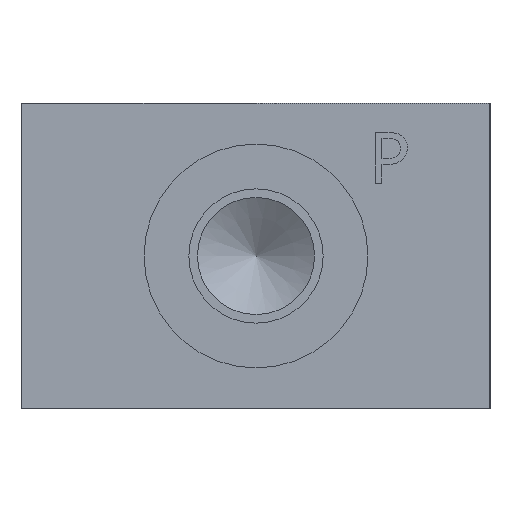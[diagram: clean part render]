
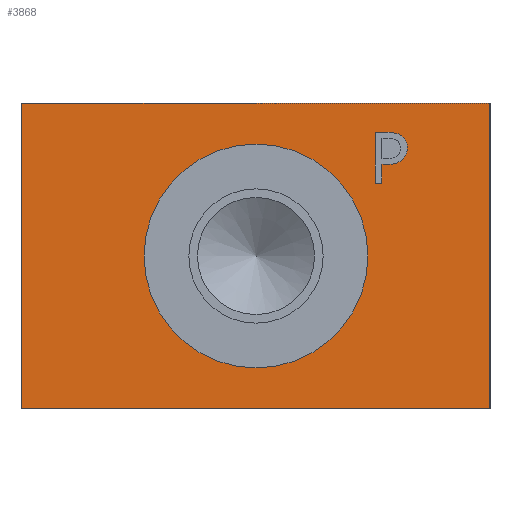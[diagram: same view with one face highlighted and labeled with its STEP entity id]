
A CAD part, left-side view. The second image highlights one B-rep face of the part: STEP entity #3868.
In plain terms, the highlighted planar face has unit normal (-1, 0, 0).
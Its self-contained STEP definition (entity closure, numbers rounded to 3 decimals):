
#80=LINE('',#5129,#420);
#83=LINE('',#5135,#423);
#86=LINE('',#5141,#426);
#89=LINE('',#5147,#429);
#92=LINE('',#5153,#432);
#96=LINE('',#5196,#436);
#97=LINE('',#5198,#437);
#98=LINE('',#5200,#438);
#99=LINE('',#5201,#439);
#420=VECTOR('',#4311,1.256);
#423=VECTOR('',#4316,5.);
#426=VECTOR('',#4321,0.665);
#429=VECTOR('',#4326,1.864);
#432=VECTOR('',#4331,0.563);
#436=VECTOR('',#4339,30.);
#437=VECTOR('',#4340,46.);
#438=VECTOR('',#4341,30.);
#439=VECTOR('',#4342,46.);
#752=B_SPLINE_CURVE_WITH_KNOTS('',2,(#5096,#5097,#5098,#5099),
 .UNSPECIFIED.,.F.,.F.,(3,1,3),(0.,1.,2.),.UNSPECIFIED.);
#754=B_SPLINE_CURVE_WITH_KNOTS('',2,(#5117,#5118,#5119,#5120),
 .UNSPECIFIED.,.F.,.F.,(3,1,3),(0.,1.,2.),.UNSPECIFIED.);
#756=B_SPLINE_CURVE_WITH_KNOTS('',2,(#5166,#5167,#5168,#5169),
 .UNSPECIFIED.,.F.,.F.,(3,1,3),(0.,1.,2.),.UNSPECIFIED.);
#758=B_SPLINE_CURVE_WITH_KNOTS('',2,(#5184,#5185,#5186,#5187),
 .UNSPECIFIED.,.F.,.F.,(3,1,3),(0.,1.,2.),.UNSPECIFIED.);
#1035=FACE_BOUND('',#1468,.T.);
#1036=FACE_BOUND('',#1469,.T.);
#1104=PLANE('',#4097);
#1233=FACE_OUTER_BOUND('',#1467,.T.);
#1467=EDGE_LOOP('',(#2813,#2814,#2815,#2816));
#1468=EDGE_LOOP('',(#2817));
#1469=EDGE_LOOP('',(#2818,#2819,#2820,#2821,#2822,#2823,#2824,#2825,#2826));
#1737=CIRCLE('',#4098,11.);
#1795=VERTEX_POINT('',#5094);
#1796=VERTEX_POINT('',#5095);
#1799=VERTEX_POINT('',#5116);
#1801=VERTEX_POINT('',#5128);
#1803=VERTEX_POINT('',#5134);
#1805=VERTEX_POINT('',#5140);
#1807=VERTEX_POINT('',#5146);
#1809=VERTEX_POINT('',#5152);
#1811=VERTEX_POINT('',#5165);
#1813=VERTEX_POINT('',#5194);
#1814=VERTEX_POINT('',#5195);
#1815=VERTEX_POINT('',#5197);
#1816=VERTEX_POINT('',#5199);
#1817=VERTEX_POINT('',#5202);
#2190=EDGE_CURVE('',#1795,#1796,#752,.T.);
#2194=EDGE_CURVE('',#1799,#1795,#754,.T.);
#2197=EDGE_CURVE('',#1801,#1799,#80,.T.);
#2200=EDGE_CURVE('',#1803,#1801,#83,.T.);
#2203=EDGE_CURVE('',#1805,#1803,#86,.T.);
#2206=EDGE_CURVE('',#1807,#1805,#89,.T.);
#2209=EDGE_CURVE('',#1809,#1807,#92,.T.);
#2212=EDGE_CURVE('',#1811,#1809,#756,.T.);
#2215=EDGE_CURVE('',#1796,#1811,#758,.T.);
#2217=EDGE_CURVE('',#1813,#1814,#96,.T.);
#2218=EDGE_CURVE('',#1815,#1814,#97,.T.);
#2219=EDGE_CURVE('',#1816,#1815,#98,.T.);
#2220=EDGE_CURVE('',#1813,#1816,#99,.T.);
#2221=EDGE_CURVE('',#1817,#1817,#1737,.T.);
#2813=ORIENTED_EDGE('',*,*,#2217,.T.);
#2814=ORIENTED_EDGE('',*,*,#2218,.F.);
#2815=ORIENTED_EDGE('',*,*,#2219,.F.);
#2816=ORIENTED_EDGE('',*,*,#2220,.F.);
#2817=ORIENTED_EDGE('',*,*,#2221,.T.);
#2818=ORIENTED_EDGE('',*,*,#2190,.T.);
#2819=ORIENTED_EDGE('',*,*,#2215,.T.);
#2820=ORIENTED_EDGE('',*,*,#2212,.T.);
#2821=ORIENTED_EDGE('',*,*,#2209,.T.);
#2822=ORIENTED_EDGE('',*,*,#2206,.T.);
#2823=ORIENTED_EDGE('',*,*,#2203,.T.);
#2824=ORIENTED_EDGE('',*,*,#2200,.T.);
#2825=ORIENTED_EDGE('',*,*,#2197,.T.);
#2826=ORIENTED_EDGE('',*,*,#2194,.T.);
#3868=ADVANCED_FACE('',(#1233,#1035,#1036),#1104,.F.);
#4097=AXIS2_PLACEMENT_3D('',#5193,#4337,#4338);
#4098=AXIS2_PLACEMENT_3D('',#5203,#4343,#4344);
#4311=DIRECTION('',(0.,-1.,0.));
#4316=DIRECTION('',(0.,0.,1.));
#4321=DIRECTION('',(0.,1.,0.));
#4326=DIRECTION('',(0.,0.,-1.));
#4331=DIRECTION('',(0.,1.,0.));
#4337=DIRECTION('center_axis',(1.,0.,0.));
#4338=DIRECTION('ref_axis',(0.,0.,-1.));
#4339=DIRECTION('',(0.,0.,-1.));
#4340=DIRECTION('',(0.,1.,0.));
#4341=DIRECTION('',(0.,0.,-1.));
#4342=DIRECTION('',(0.,-1.,0.));
#4343=DIRECTION('center_axis',(1.,0.,0.));
#4344=DIRECTION('ref_axis',(0.,1.,0.));
#5094=CARTESIAN_POINT('',(221.,8.719,71.833));
#5095=CARTESIAN_POINT('',(221.,8.123,70.637));
#5096=CARTESIAN_POINT('Ctrl Pts',(221.,8.719,71.833));
#5097=CARTESIAN_POINT('Ctrl Pts',(221.,8.439,71.642));
#5098=CARTESIAN_POINT('Ctrl Pts',(221.,8.123,71.055));
#5099=CARTESIAN_POINT('Ctrl Pts',(221.,8.123,70.637));
#5116=CARTESIAN_POINT('',(221.,10.027,72.145));
#5117=CARTESIAN_POINT('Ctrl Pts',(221.,10.027,72.145));
#5118=CARTESIAN_POINT('Ctrl Pts',(221.,9.582,72.145));
#5119=CARTESIAN_POINT('Ctrl Pts',(221.,8.958,71.999));
#5120=CARTESIAN_POINT('Ctrl Pts',(221.,8.719,71.833));
#5128=CARTESIAN_POINT('',(221.,11.283,72.145));
#5129=CARTESIAN_POINT('',(221.,17.142,72.145));
#5134=CARTESIAN_POINT('',(221.,11.283,67.145));
#5135=CARTESIAN_POINT('',(221.,11.283,63.572));
#5140=CARTESIAN_POINT('',(221.,10.619,67.145));
#5141=CARTESIAN_POINT('',(221.,16.809,67.145));
#5146=CARTESIAN_POINT('',(221.,10.619,69.008));
#5147=CARTESIAN_POINT('',(221.,10.619,64.504));
#5152=CARTESIAN_POINT('',(221.,10.056,69.008));
#5153=CARTESIAN_POINT('',(221.,16.528,69.008));
#5165=CARTESIAN_POINT('',(221.,8.561,69.527));
#5166=CARTESIAN_POINT('Ctrl Pts',(221.,8.561,69.527));
#5167=CARTESIAN_POINT('Ctrl Pts',(221.,8.82,69.272));
#5168=CARTESIAN_POINT('Ctrl Pts',(221.,9.521,69.008));
#5169=CARTESIAN_POINT('Ctrl Pts',(221.,10.056,69.008));
#5184=CARTESIAN_POINT('Ctrl Pts',(221.,8.123,70.637));
#5185=CARTESIAN_POINT('Ctrl Pts',(221.,8.123,70.313));
#5186=CARTESIAN_POINT('Ctrl Pts',(221.,8.354,69.73));
#5187=CARTESIAN_POINT('Ctrl Pts',(221.,8.561,69.527));
#5193=CARTESIAN_POINT('Origin',(221.,23.,60.));
#5194=CARTESIAN_POINT('',(221.,46.,75.));
#5195=CARTESIAN_POINT('',(221.,46.,45.));
#5196=CARTESIAN_POINT('',(221.,46.,60.));
#5197=CARTESIAN_POINT('',(221.,0.,45.));
#5198=CARTESIAN_POINT('',(221.,23.,45.));
#5199=CARTESIAN_POINT('',(221.,0.,75.));
#5200=CARTESIAN_POINT('',(221.,0.,60.));
#5201=CARTESIAN_POINT('',(221.,23.,75.));
#5202=CARTESIAN_POINT('',(221.,12.,60.));
#5203=CARTESIAN_POINT('Origin',(221.,23.,60.));
